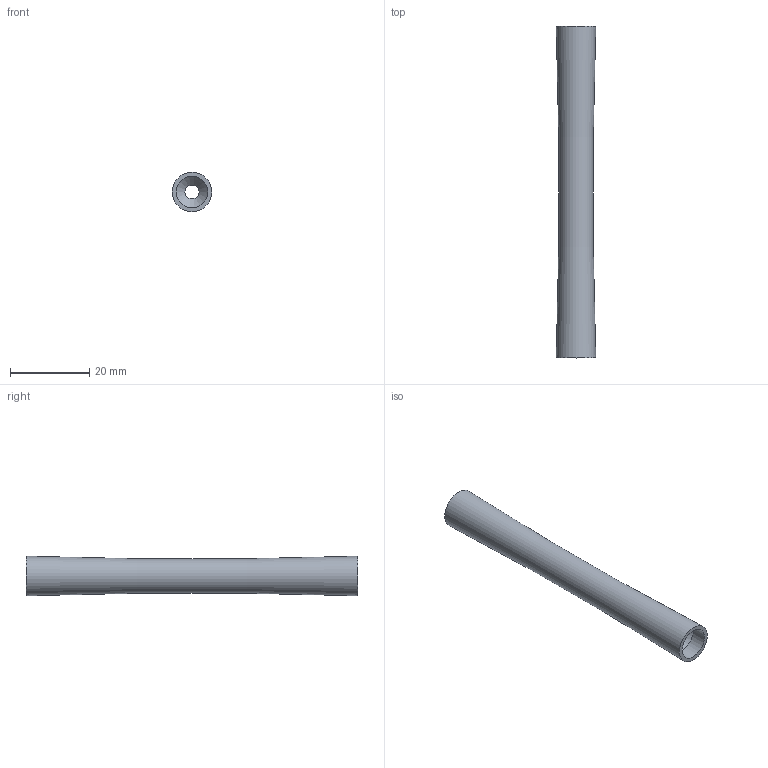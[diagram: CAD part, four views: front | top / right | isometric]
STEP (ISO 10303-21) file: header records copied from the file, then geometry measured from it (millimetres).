
FILE_DESCRIPTION(/* description */ ('Печатный ролик 11х84 под 693 подшипники'),/* implementation_level */ '2;1');
FILE_NAME(/* name */ 'UNIT_SPOOL-ROLLER_PRINTED-ROLLER_Printable_Roller_Concave_Crown_11x84mm_693.step',/* time_stamp */ '2025-09-24T19:42:10+03:00',/* author */ ('ruslanpavlucenko'),/* organization */ (''),/* preprocessor_version */ 'ST-DEVELOPER v19.2',/* originating_system */ 'Autodesk Inventor 2024',/* authorisation */ '');
FILE_SCHEMA (('AUTOMOTIVE_DESIGN { 1 0 10303 214 3 1 1 }'));
Length unit declared in the file: millimetre
Products named in the file (1): Печатный ролик 
11х84мм Concave Crown Straight Face1
Bounding box: 10 x 84 x 10 mm (x, y, z)
Volume: 4182 mm3; surface area: 3573.9 mm2
Topology: 1 solids, 1 shells, 8 faces, 14 edges, 8 vertices
Faces by surface type: cylinder 3, cone 2, plane 2, torus 1
Full cylindrical faces by diameter (mm): 3.6 x1, 8 x2
Entity records: 242 total; most frequent: DIRECTION 41, CARTESIAN_POINT 31, ORIENTED_EDGE 28, AXIS2_PLACEMENT_3D 18, EDGE_CURVE 14, EDGE_LOOP 10, CIRCLE 9, FACE_OUTER_BOUND 8
